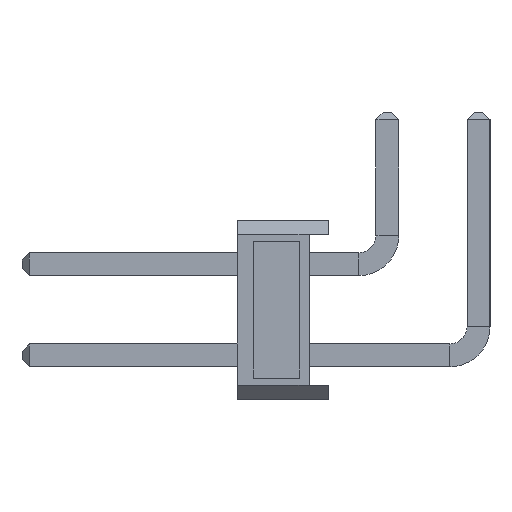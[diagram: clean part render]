
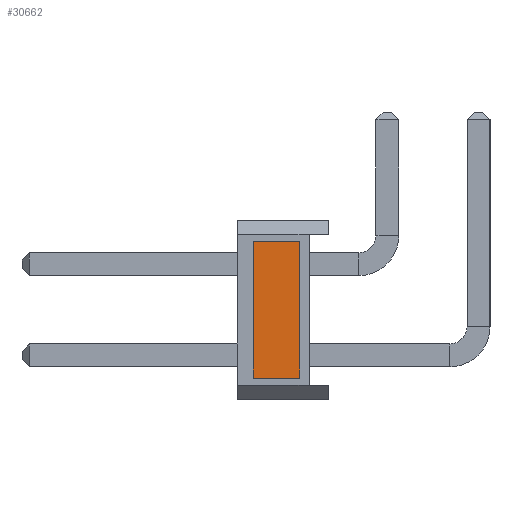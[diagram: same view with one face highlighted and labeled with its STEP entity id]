
A CAD part, left-side view. The second image highlights one B-rep face of the part: STEP entity #30662.
In plain terms, the highlighted planar face has unit normal (-1, 0, 0).
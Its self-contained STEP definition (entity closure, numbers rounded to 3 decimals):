
#97 = CARTESIAN_POINT ( 'NONE',  ( -1.27, 2.1, 0. ) ) ;
#2878 = EDGE_CURVE ( 'NONE', #28306, #28882, #7475, .T. ) ;
#3431 = CARTESIAN_POINT ( 'NONE',  ( -1.27, 2.1, 1.9 ) ) ;
#5615 = ORIENTED_EDGE ( 'NONE', *, *, #8381, .T. ) ;
#6402 = LINE ( 'NONE', #3431, #14013 ) ;
#7466 = ORIENTED_EDGE ( 'NONE', *, *, #2878, .F. ) ;
#7475 = LINE ( 'NONE', #31085, #20104 ) ;
#7801 = EDGE_CURVE ( 'NONE', #28882, #14132, #6402, .T. ) ;
#8381 = EDGE_CURVE ( 'NONE', #13224, #14132, #10544, .T. ) ;
#8669 = VECTOR ( 'NONE', #30533, 1000. ) ;
#9413 = LINE ( 'NONE', #26059, #8669 ) ;
#10544 = LINE ( 'NONE', #16153, #22006 ) ;
#11455 = EDGE_LOOP ( 'NONE', ( #5615, #12730, #7466, #24798 ) ) ;
#12730 = ORIENTED_EDGE ( 'NONE', *, *, #7801, .F. ) ;
#13081 = AXIS2_PLACEMENT_3D ( 'NONE', #97, #31541, #17157 ) ;
#13224 = VERTEX_POINT ( 'NONE', #21560 ) ;
#14013 = VECTOR ( 'NONE', #22964, 1000. ) ;
#14132 = VERTEX_POINT ( 'NONE', #18272 ) ;
#14194 = DIRECTION ( 'NONE',  ( 0., 0., 1. ) ) ;
#16153 = CARTESIAN_POINT ( 'NONE',  ( -1.27, 0.8, 0. ) ) ;
#17157 = DIRECTION ( 'NONE',  ( 0., 0., -1. ) ) ;
#18272 = CARTESIAN_POINT ( 'NONE',  ( -1.27, 0.8, 1.9 ) ) ;
#20104 = VECTOR ( 'NONE', #14194, 1000. ) ;
#21560 = CARTESIAN_POINT ( 'NONE',  ( -1.27, 0.8, -1.9 ) ) ;
#22006 = VECTOR ( 'NONE', #25900, 1000. ) ;
#22964 = DIRECTION ( 'NONE',  ( 0., -1., 0. ) ) ;
#23272 = CARTESIAN_POINT ( 'NONE',  ( -1.27, 2.1, 1.9 ) ) ;
#24423 = PLANE ( 'NONE',  #13081 ) ;
#24798 = ORIENTED_EDGE ( 'NONE', *, *, #26881, .T. ) ;
#25900 = DIRECTION ( 'NONE',  ( 0., 0., 1. ) ) ;
#26059 = CARTESIAN_POINT ( 'NONE',  ( -1.27, 2.1, -1.9 ) ) ;
#26881 = EDGE_CURVE ( 'NONE', #28306, #13224, #9413, .T. ) ;
#27848 = CARTESIAN_POINT ( 'NONE',  ( -1.27, 2.1, -1.9 ) ) ;
#28306 = VERTEX_POINT ( 'NONE', #27848 ) ;
#28882 = VERTEX_POINT ( 'NONE', #23272 ) ;
#30533 = DIRECTION ( 'NONE',  ( 0., -1., 0. ) ) ;
#30662 = ADVANCED_FACE ( 'NONE', ( #31401 ), #24423, .F. ) ;
#31085 = CARTESIAN_POINT ( 'NONE',  ( -1.27, 2.1, 0. ) ) ;
#31401 = FACE_OUTER_BOUND ( 'NONE', #11455, .T. ) ;
#31541 = DIRECTION ( 'NONE',  ( 1., 0., 0. ) ) ;
